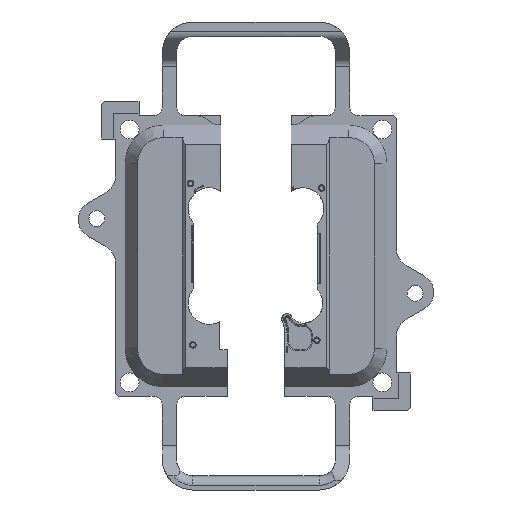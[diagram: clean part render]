
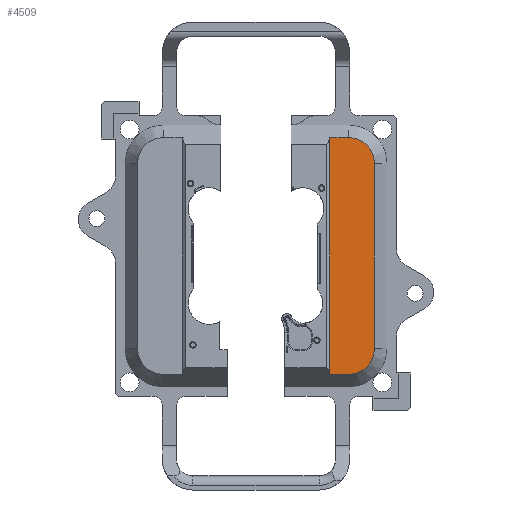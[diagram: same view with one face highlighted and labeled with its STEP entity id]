
A CAD part, front view. The second image highlights one B-rep face of the part: STEP entity #4509.
In plain terms, the highlighted planar face has unit normal (0, -1, 0).
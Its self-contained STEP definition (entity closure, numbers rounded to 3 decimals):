
#346=CIRCLE('',#4861,5.539);
#347=CIRCLE('',#4864,5.539);
#1396=ORIENTED_EDGE('',*,*,#1993,.T.);
#1397=ORIENTED_EDGE('',*,*,#2312,.T.);
#1398=ORIENTED_EDGE('',*,*,#2007,.T.);
#1399=ORIENTED_EDGE('',*,*,#2247,.T.);
#1400=ORIENTED_EDGE('',*,*,#2249,.T.);
#1401=ORIENTED_EDGE('',*,*,#2251,.T.);
#1993=EDGE_CURVE('',#2631,#2630,#2995,.T.);
#2007=EDGE_CURVE('',#2640,#2639,#3004,.T.);
#2247=EDGE_CURVE('',#2639,#2789,#346,.F.);
#2249=EDGE_CURVE('',#2789,#2790,#3163,.T.);
#2251=EDGE_CURVE('',#2790,#2631,#347,.F.);
#2312=EDGE_CURVE('',#2630,#2640,#3197,.F.);
#2630=VERTEX_POINT('',#6953);
#2631=VERTEX_POINT('',#6955);
#2639=VERTEX_POINT('',#6980);
#2640=VERTEX_POINT('',#6982);
#2789=VERTEX_POINT('',#7513);
#2790=VERTEX_POINT('',#7517);
#2995=LINE('',#6954,#3406);
#3004=LINE('',#6981,#3415);
#3163=LINE('',#7516,#3574);
#3197=LINE('',#7691,#3608);
#3406=VECTOR('',#5477,1000.);
#3415=VECTOR('',#5504,1000.);
#3574=VECTOR('',#5929,1000.);
#3608=VECTOR('',#6147,1000.);
#3849=EDGE_LOOP('',(#1396,#1397,#1398,#1399,#1400,#1401));
#4130=FACE_BOUND('',#3849,.T.);
#4306=PLANE('',#4954);
#4509=ADVANCED_FACE('',(#4130),#4306,.F.);
#4861=AXIS2_PLACEMENT_3D('',#7512,#5924,#5925);
#4864=AXIS2_PLACEMENT_3D('',#7520,#5933,#5934);
#4954=AXIS2_PLACEMENT_3D('',#7690,#6145,#6146);
#5477=DIRECTION('',(-1.,0.,0.));
#5504=DIRECTION('',(1.,0.,0.));
#5924=DIRECTION('',(0.,1.,0.));
#5925=DIRECTION('',(0.,0.,1.));
#5929=DIRECTION('',(0.,0.,1.));
#5933=DIRECTION('',(0.,1.,0.));
#5934=DIRECTION('',(0.,0.,1.));
#6145=DIRECTION('',(0.,1.,0.));
#6146=DIRECTION('',(0.,0.,1.));
#6147=DIRECTION('',(0.,0.,1.));
#6953=CARTESIAN_POINT('',(15.748,-3.8,25.289));
#6954=CARTESIAN_POINT('',(0.,-3.8,25.289));
#6955=CARTESIAN_POINT('',(19.75,-3.8,25.289));
#6980=CARTESIAN_POINT('',(19.75,-3.8,-25.289));
#6981=CARTESIAN_POINT('',(0.,-3.8,-25.289));
#6982=CARTESIAN_POINT('',(15.748,-3.8,-25.289));
#7512=CARTESIAN_POINT('',(19.75,-3.8,-19.75));
#7513=CARTESIAN_POINT('',(25.289,-3.8,-19.75));
#7516=CARTESIAN_POINT('',(25.289,-3.8,0.));
#7517=CARTESIAN_POINT('',(25.289,-3.8,19.75));
#7520=CARTESIAN_POINT('',(19.75,-3.8,19.75));
#7690=CARTESIAN_POINT('',(0.,-3.8,0.));
#7691=CARTESIAN_POINT('',(15.748,-3.8,0.));
